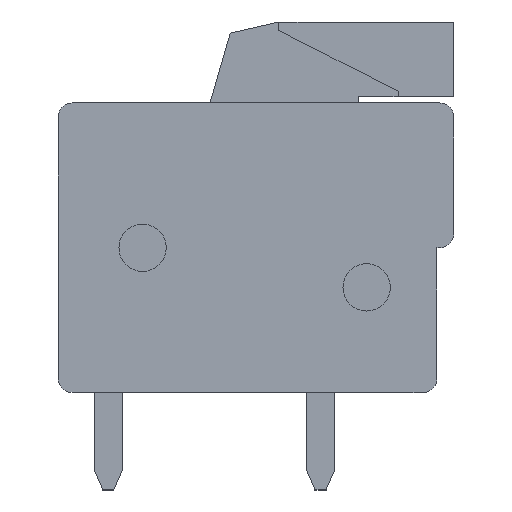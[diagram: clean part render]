
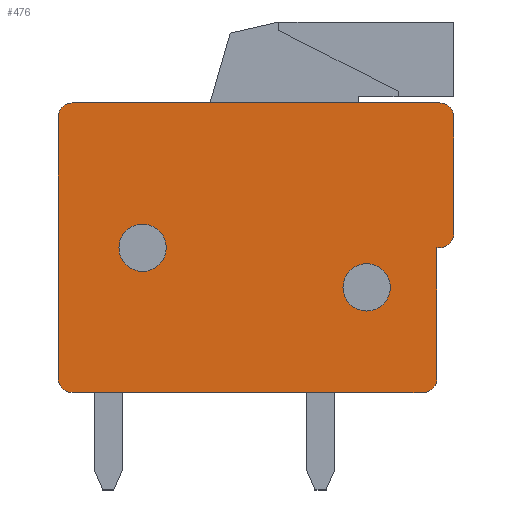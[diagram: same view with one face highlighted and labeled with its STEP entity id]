
A CAD part, left-side view. The second image highlights one B-rep face of the part: STEP entity #476.
In plain terms, the highlighted planar face has unit normal (-1, 0, 0).
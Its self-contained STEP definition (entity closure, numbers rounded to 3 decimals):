
#476 = ADVANCED_FACE( '', ( #1020, #1021, #1022 ), #1023, .T. );
#1020 = FACE_BOUND( '', #1682, .T. );
#1021 = FACE_OUTER_BOUND( '', #1683, .T. );
#1022 = FACE_BOUND( '', #1684, .T. );
#1023 = PLANE( '', #1685 );
#1682 = EDGE_LOOP( '', ( #2699 ) );
#1683 = EDGE_LOOP( '', ( #2700, #2701, #2702, #2703, #2704, #2705, #2706, #2707, #2708, #2709, #2710 ) );
#1684 = EDGE_LOOP( '', ( #2711 ) );
#1685 = AXIS2_PLACEMENT_3D( '', #2712, #2713, #2714 );
#2699 = ORIENTED_EDGE( '', *, *, #4353, .T. );
#2700 = ORIENTED_EDGE( '', *, *, #4354, .T. );
#2701 = ORIENTED_EDGE( '', *, *, #4355, .T. );
#2702 = ORIENTED_EDGE( '', *, *, #4356, .T. );
#2703 = ORIENTED_EDGE( '', *, *, #4357, .T. );
#2704 = ORIENTED_EDGE( '', *, *, #4358, .T. );
#2705 = ORIENTED_EDGE( '', *, *, #4042, .T. );
#2706 = ORIENTED_EDGE( '', *, *, #4359, .T. );
#2707 = ORIENTED_EDGE( '', *, *, #4360, .T. );
#2708 = ORIENTED_EDGE( '', *, *, #4361, .T. );
#2709 = ORIENTED_EDGE( '', *, *, #4362, .T. );
#2710 = ORIENTED_EDGE( '', *, *, #4363, .T. );
#2711 = ORIENTED_EDGE( '', *, *, #4364, .T. );
#2712 = CARTESIAN_POINT( '', ( -2.5, 0., 0. ) );
#2713 = DIRECTION( '', ( -1., 0., 0. ) );
#2714 = DIRECTION( '', ( 0., 0., 1. ) );
#4042 = EDGE_CURVE( '', #4803, #4801, #4804, .T. );
#4353 = EDGE_CURVE( '', #5325, #5325, #5326, .T. );
#4354 = EDGE_CURVE( '', #5327, #5328, #5329, .T. );
#4355 = EDGE_CURVE( '', #5328, #5330, #5331, .T. );
#4356 = EDGE_CURVE( '', #5330, #5332, #5333, .T. );
#4357 = EDGE_CURVE( '', #5332, #5334, #5335, .T. );
#4358 = EDGE_CURVE( '', #5334, #4803, #5336, .T. );
#4359 = EDGE_CURVE( '', #4801, #5337, #5338, .T. );
#4360 = EDGE_CURVE( '', #5337, #5339, #5340, .T. );
#4361 = EDGE_CURVE( '', #5339, #5341, #5342, .T. );
#4362 = EDGE_CURVE( '', #5341, #5343, #5344, .T. );
#4363 = EDGE_CURVE( '', #5343, #5327, #5345, .T. );
#4364 = EDGE_CURVE( '', #5346, #5346, #5347, .T. );
#4801 = VERTEX_POINT( '', #5913 );
#4803 = VERTEX_POINT( '', #5916 );
#4804 = CIRCLE( '', #5917, 0.5 );
#5325 = VERTEX_POINT( '', #6656 );
#5326 = CIRCLE( '', #6657, 0.85 );
#5327 = VERTEX_POINT( '', #6658 );
#5328 = VERTEX_POINT( '', #6659 );
#5329 = LINE( '', #6660, #6661 );
#5330 = VERTEX_POINT( '', #6662 );
#5331 = CIRCLE( '', #6663, 0.5 );
#5332 = VERTEX_POINT( '', #6664 );
#5333 = LINE( '', #6665, #6666 );
#5334 = VERTEX_POINT( '', #6667 );
#5335 = CIRCLE( '', #6668, 0.5 );
#5336 = LINE( '', #6669, #6670 );
#5337 = VERTEX_POINT( '', #6671 );
#5338 = LINE( '', #6672, #6673 );
#5339 = VERTEX_POINT( '', #6674 );
#5340 = CIRCLE( '', #6675, 0.5 );
#5341 = VERTEX_POINT( '', #6676 );
#5342 = LINE( '', #6677, #6678 );
#5343 = VERTEX_POINT( '', #6679 );
#5344 = CIRCLE( '', #6680, 0.5 );
#5345 = LINE( '', #6681, #6682 );
#5346 = VERTEX_POINT( '', #6683 );
#5347 = CIRCLE( '', #6684, 0.85 );
#5913 = CARTESIAN_POINT( '', ( -2.5, 7.1, 4.7 ) );
#5916 = CARTESIAN_POINT( '', ( -2.5, 6.6, 5.2 ) );
#5917 = AXIS2_PLACEMENT_3D( '', #7409, #7410, #7411 );
#6656 = CARTESIAN_POINT( '', ( -2.5, 3.22, 0. ) );
#6657 = AXIS2_PLACEMENT_3D( '', #7735, #7736, #7737 );
#6658 = CARTESIAN_POINT( '', ( -2.5, -6.5, 0. ) );
#6659 = CARTESIAN_POINT( '', ( -2.5, -6.6, 0. ) );
#6660 = CARTESIAN_POINT( '', ( -2.5, -6.5, 0. ) );
#6661 = VECTOR( '', #7738, 1000. );
#6662 = CARTESIAN_POINT( '', ( -2.5, -7.1, 0.5 ) );
#6663 = AXIS2_PLACEMENT_3D( '', #7739, #7740, #7741 );
#6664 = CARTESIAN_POINT( '', ( -2.5, -7.1, 4.7 ) );
#6665 = CARTESIAN_POINT( '', ( -2.5, -7.1, 0. ) );
#6666 = VECTOR( '', #7742, 1000. );
#6667 = CARTESIAN_POINT( '', ( -2.5, -6.6, 5.2 ) );
#6668 = AXIS2_PLACEMENT_3D( '', #7743, #7744, #7745 );
#6669 = CARTESIAN_POINT( '', ( -2.5, -7.1, 5.2 ) );
#6670 = VECTOR( '', #7746, 1000. );
#6671 = CARTESIAN_POINT( '', ( -2.5, 7.1, -4.7 ) );
#6672 = CARTESIAN_POINT( '', ( -2.5, 7.1, 5.2 ) );
#6673 = VECTOR( '', #7747, 1000. );
#6674 = CARTESIAN_POINT( '', ( -2.5, 6.6, -5.2 ) );
#6675 = AXIS2_PLACEMENT_3D( '', #7748, #7749, #7750 );
#6676 = CARTESIAN_POINT( '', ( -2.5, -6., -5.2 ) );
#6677 = CARTESIAN_POINT( '', ( -2.5, 7.1, -5.2 ) );
#6678 = VECTOR( '', #7751, 1000. );
#6679 = CARTESIAN_POINT( '', ( -2.5, -6.5, -4.7 ) );
#6680 = AXIS2_PLACEMENT_3D( '', #7752, #7753, #7754 );
#6681 = CARTESIAN_POINT( '', ( -2.5, -6.5, -5.2 ) );
#6682 = VECTOR( '', #7755, 1000. );
#6683 = CARTESIAN_POINT( '', ( -2.5, -4.825, -1.425 ) );
#6684 = AXIS2_PLACEMENT_3D( '', #7756, #7757, #7758 );
#7409 = CARTESIAN_POINT( '', ( -2.5, 6.6, 4.7 ) );
#7410 = DIRECTION( '', ( -1., 0., 0. ) );
#7411 = DIRECTION( '', ( 0., 0., 1. ) );
#7735 = CARTESIAN_POINT( '', ( -2.5, 4.07, 0. ) );
#7736 = DIRECTION( '', ( 1., 0., 0. ) );
#7737 = DIRECTION( '', ( 0., -1., 0. ) );
#7738 = DIRECTION( '', ( 0., -1., 0. ) );
#7739 = CARTESIAN_POINT( '', ( -2.5, -6.6, 0.5 ) );
#7740 = DIRECTION( '', ( -1., 0., 0. ) );
#7741 = DIRECTION( '', ( 0., 0., 1. ) );
#7742 = DIRECTION( '', ( 0., 0., 1. ) );
#7743 = CARTESIAN_POINT( '', ( -2.5, -6.6, 4.7 ) );
#7744 = DIRECTION( '', ( -1., 0., 0. ) );
#7745 = DIRECTION( '', ( 0., 0., 1. ) );
#7746 = DIRECTION( '', ( 0., 1., 0. ) );
#7747 = DIRECTION( '', ( 0., 0., -1. ) );
#7748 = CARTESIAN_POINT( '', ( -2.5, 6.6, -4.7 ) );
#7749 = DIRECTION( '', ( -1., 0., 0. ) );
#7750 = DIRECTION( '', ( 0., 0., 1. ) );
#7751 = DIRECTION( '', ( 0., -1., 0. ) );
#7752 = CARTESIAN_POINT( '', ( -2.5, -6., -4.7 ) );
#7753 = DIRECTION( '', ( -1., 0., 0. ) );
#7754 = DIRECTION( '', ( 0., 0., 1. ) );
#7755 = DIRECTION( '', ( 0., 0., 1. ) );
#7756 = CARTESIAN_POINT( '', ( -2.5, -3.975, -1.425 ) );
#7757 = DIRECTION( '', ( 1., 0., 0. ) );
#7758 = DIRECTION( '', ( 0., -1., 0. ) );
